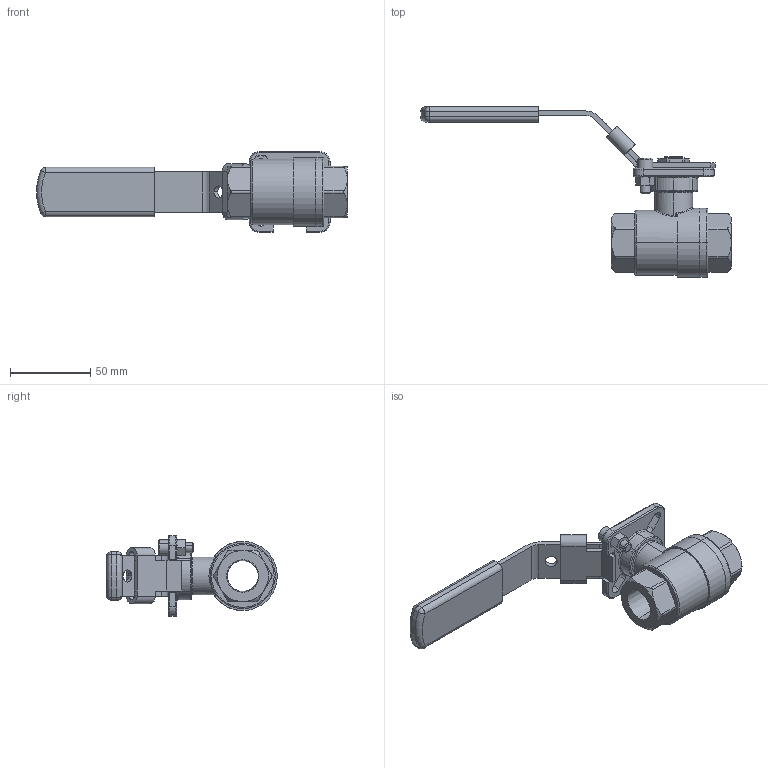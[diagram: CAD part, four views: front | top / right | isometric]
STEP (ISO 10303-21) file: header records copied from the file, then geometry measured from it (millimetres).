
FILE_DESCRIPTION (( 'STEP AP214' ), '1' );
FILE_NAME ('22-TH-0075-XXX.STEP', '2019-08-01T20:52:54', ( '' ), ( '' ), 'SwSTEP 2.0', 'SolidWorks 2019', '' );
FILE_SCHEMA (( 'AUTOMOTIVE_DESIGN' ));
Length unit declared in the file: inch
Products named in the file (8): 22555; 22-TH-0075-XXX; 22559; hex nut style 2_am_PreviewCfg; socket head cap screw_ai_HX-SHCS 0.25-20x0.625x0.625-N; 22560; 22561; 22558
Assembly tree (7 placements, depth 2):
  22-TH-0075-XXX
    22555
    22561
    22559
    22558
    hex nut style 2_am_PreviewCfg
    22560
    socket head cap screw_ai_HX-SHCS 0.25-20x0.625x0.625-N
Bounding box: 193.17 x 106.05 x 50.29 mm (x, y, z)
Volume: 119811.4 mm3; surface area: 43486.6 mm2
Topology: 7 solids, 7 shells, 327 faces, 783 edges, 471 vertices
Faces by surface type: plane 162, cylinder 96, cone 38, torus 25, sphere 4, bspline 2
Entity records: 10918 total; most frequent: CARTESIAN_POINT 2713, DIRECTION 1624, ORIENTED_EDGE 1554, EDGE_CURVE 777, AXIS2_PLACEMENT_3D 604, VERTEX_POINT 471, LINE 416, VECTOR 416
